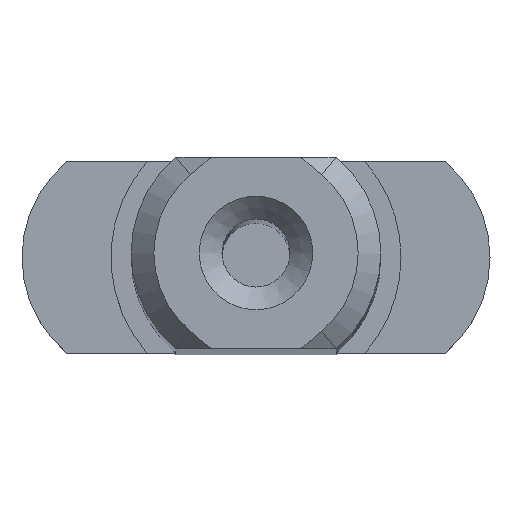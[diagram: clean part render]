
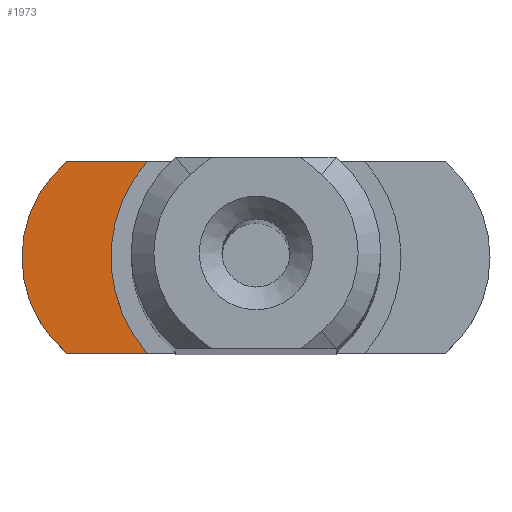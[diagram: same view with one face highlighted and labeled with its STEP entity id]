
A CAD part, top view. The second image highlights one B-rep face of the part: STEP entity #1973.
In plain terms, the highlighted planar face has unit normal (0, 0, 1).
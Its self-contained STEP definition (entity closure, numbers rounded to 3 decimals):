
#100 = PLANE('',#101);
#101 = AXIS2_PLACEMENT_3D('',#102,#103,#104);
#102 = CARTESIAN_POINT('',(-9.,18.202,-1.894));
#103 = DIRECTION('',(0.,-1.,0.));
#104 = DIRECTION('',(-1.,0.,0.));
#318 = PLANE('',#319);
#319 = AXIS2_PLACEMENT_3D('',#320,#321,#322);
#320 = CARTESIAN_POINT('',(-9.,25.798,-1.894));
#321 = DIRECTION('',(0.,1.,0.));
#322 = DIRECTION('',(1.,0.,0.));
#818 = VERTEX_POINT('',#819);
#819 = CARTESIAN_POINT('',(-13.317,18.202,-32.4));
#832 = CYLINDRICAL_SURFACE('',#833,5.75);
#833 = AXIS2_PLACEMENT_3D('',#834,#835,#836);
#834 = CARTESIAN_POINT('',(-9.,22.,-32.));
#835 = DIRECTION('',(0.,0.,1.));
#836 = DIRECTION('',(1.,0.,0.));
#843 = EDGE_CURVE('',#818,#844,#846,.T.);
#844 = VERTEX_POINT('',#845);
#845 = CARTESIAN_POINT('',(-16.5,18.202,-32.4));
#846 = SURFACE_CURVE('',#847,(#851,#857),.PCURVE_S1.);
#847 = LINE('',#848,#849);
#848 = CARTESIAN_POINT('',(-9.,18.202,-32.4));
#849 = VECTOR('',#850,1.);
#850 = DIRECTION('',(-1.,0.,0.));
#851 = PCURVE('',#100,#852);
#852 = DEFINITIONAL_REPRESENTATION('',(#853),#856);
#853 = B_SPLINE_CURVE_WITH_KNOTS('',1,(#854,#855),.UNSPECIFIED.,.F.,.F.,
  (2,2),(-7.5,7.5),.PIECEWISE_BEZIER_KNOTS.);
#854 = CARTESIAN_POINT('',(-7.5,30.506));
#855 = CARTESIAN_POINT('',(7.5,30.506));
#856 = ( GEOMETRIC_REPRESENTATION_CONTEXT(2) 
PARAMETRIC_REPRESENTATION_CONTEXT() REPRESENTATION_CONTEXT('2D SPACE',''
  ) );
#857 = PCURVE('',#858,#863);
#858 = PLANE('',#859);
#859 = AXIS2_PLACEMENT_3D('',#860,#861,#862);
#860 = CARTESIAN_POINT('',(-9.,22.,-32.4));
#861 = DIRECTION('',(0.,0.,1.));
#862 = DIRECTION('',(0.,1.,0.));
#863 = DEFINITIONAL_REPRESENTATION('',(#864),#867);
#864 = B_SPLINE_CURVE_WITH_KNOTS('',1,(#865,#866),.UNSPECIFIED.,.F.,.F.,
  (2,2),(-7.5,7.5),.PIECEWISE_BEZIER_KNOTS.);
#865 = CARTESIAN_POINT('',(-3.798,-7.5));
#866 = CARTESIAN_POINT('',(-3.798,7.5));
#867 = ( GEOMETRIC_REPRESENTATION_CONTEXT(2) 
PARAMETRIC_REPRESENTATION_CONTEXT() REPRESENTATION_CONTEXT('2D SPACE',''
  ) );
#885 = PLANE('',#886);
#886 = AXIS2_PLACEMENT_3D('',#887,#888,#889);
#887 = CARTESIAN_POINT('',(-16.508,18.208,-32.));
#888 = DIRECTION('',(-0.643,-0.766,0.)
  );
#889 = DIRECTION('',(0.766,-0.643,0.)
  );
#1286 = VERTEX_POINT('',#1287);
#1287 = CARTESIAN_POINT('',(-16.5,25.798,-32.4));
#1301 = PLANE('',#1302);
#1302 = AXIS2_PLACEMENT_3D('',#1303,#1304,#1305);
#1303 = CARTESIAN_POINT('',(-16.5,25.798,-32.));
#1304 = DIRECTION('',(-0.643,0.766,0.
    ));
#1305 = DIRECTION('',(-0.766,-0.643,0.
    ));
#1313 = EDGE_CURVE('',#1286,#1314,#1316,.T.);
#1314 = VERTEX_POINT('',#1315);
#1315 = CARTESIAN_POINT('',(-13.317,25.798,-32.4));
#1316 = SURFACE_CURVE('',#1317,(#1321,#1327),.PCURVE_S1.);
#1317 = LINE('',#1318,#1319);
#1318 = CARTESIAN_POINT('',(-9.,25.798,-32.4));
#1319 = VECTOR('',#1320,1.);
#1320 = DIRECTION('',(1.,0.,0.));
#1321 = PCURVE('',#318,#1322);
#1322 = DEFINITIONAL_REPRESENTATION('',(#1323),#1326);
#1323 = B_SPLINE_CURVE_WITH_KNOTS('',1,(#1324,#1325),.UNSPECIFIED.,.F.,
  .F.,(2,2),(-7.5,7.5),.PIECEWISE_BEZIER_KNOTS.);
#1324 = CARTESIAN_POINT('',(-7.5,30.506));
#1325 = CARTESIAN_POINT('',(7.5,30.506));
#1326 = ( GEOMETRIC_REPRESENTATION_CONTEXT(2) 
PARAMETRIC_REPRESENTATION_CONTEXT() REPRESENTATION_CONTEXT('2D SPACE',''
  ) );
#1327 = PCURVE('',#858,#1328);
#1328 = DEFINITIONAL_REPRESENTATION('',(#1329),#1332);
#1329 = B_SPLINE_CURVE_WITH_KNOTS('',1,(#1330,#1331),.UNSPECIFIED.,.F.,
  .F.,(2,2),(-7.5,7.5),.PIECEWISE_BEZIER_KNOTS.);
#1330 = CARTESIAN_POINT('',(3.798,7.5));
#1331 = CARTESIAN_POINT('',(3.798,-7.5));
#1332 = ( GEOMETRIC_REPRESENTATION_CONTEXT(2) 
PARAMETRIC_REPRESENTATION_CONTEXT() REPRESENTATION_CONTEXT('2D SPACE',''
  ) );
#1845 = CYLINDRICAL_SURFACE('',#1846,4.95);
#1846 = AXIS2_PLACEMENT_3D('',#1847,#1848,#1849);
#1847 = CARTESIAN_POINT('',(-13.326,22.,-32.));
#1848 = DIRECTION('',(0.,0.,1.));
#1849 = DIRECTION('',(-1.,0.,0.));
#1930 = EDGE_CURVE('',#844,#1931,#1933,.T.);
#1931 = VERTEX_POINT('',#1932);
#1932 = CARTESIAN_POINT('',(-16.508,18.208,-32.4));
#1933 = SURFACE_CURVE('',#1934,(#1938,#1944),.PCURVE_S1.);
#1934 = LINE('',#1935,#1936);
#1935 = CARTESIAN_POINT('',(-15.238,17.143,-32.4));
#1936 = VECTOR('',#1937,1.);
#1937 = DIRECTION('',(-0.766,0.643,0.
    ));
#1938 = PCURVE('',#885,#1939);
#1939 = DEFINITIONAL_REPRESENTATION('',(#1940),#1943);
#1940 = B_SPLINE_CURVE_WITH_KNOTS('',1,(#1941,#1942),.UNSPECIFIED.,.F.,
  .F.,(2,2),(1.647,1.657),.PIECEWISE_BEZIER_KNOTS.);
#1941 = CARTESIAN_POINT('',(0.01,-0.4));
#1942 = CARTESIAN_POINT('',(0.,-0.4));
#1943 = ( GEOMETRIC_REPRESENTATION_CONTEXT(2) 
PARAMETRIC_REPRESENTATION_CONTEXT() REPRESENTATION_CONTEXT('2D SPACE',''
  ) );
#1944 = PCURVE('',#858,#1945);
#1945 = DEFINITIONAL_REPRESENTATION('',(#1946),#1949);
#1946 = B_SPLINE_CURVE_WITH_KNOTS('',1,(#1947,#1948),.UNSPECIFIED.,.F.,
  .F.,(2,2),(1.647,1.657),.PIECEWISE_BEZIER_KNOTS.);
#1947 = CARTESIAN_POINT('',(-3.798,7.5));
#1948 = CARTESIAN_POINT('',(-3.792,7.508));
#1949 = ( GEOMETRIC_REPRESENTATION_CONTEXT(2) 
PARAMETRIC_REPRESENTATION_CONTEXT() REPRESENTATION_CONTEXT('2D SPACE',''
  ) );
#1973 = ADVANCED_FACE('',(#1974),#858,.T.);
#1974 = FACE_BOUND('',#1975,.T.);
#1975 = EDGE_LOOP('',(#1976,#1998,#1999,#2020,#2042,#2043));
#1976 = ORIENTED_EDGE('',*,*,#1977,.F.);
#1977 = EDGE_CURVE('',#1314,#818,#1978,.T.);
#1978 = SURFACE_CURVE('',#1979,(#1984,#1991),.PCURVE_S1.);
#1979 = CIRCLE('',#1980,5.75);
#1980 = AXIS2_PLACEMENT_3D('',#1981,#1982,#1983);
#1981 = CARTESIAN_POINT('',(-9.,22.,-32.4));
#1982 = DIRECTION('',(0.,0.,1.));
#1983 = DIRECTION('',(1.,0.,0.));
#1984 = PCURVE('',#858,#1985);
#1985 = DEFINITIONAL_REPRESENTATION('',(#1986),#1990);
#1986 = CIRCLE('',#1987,5.75);
#1987 = AXIS2_PLACEMENT_2D('',#1988,#1989);
#1988 = CARTESIAN_POINT('',(0.,0.));
#1989 = DIRECTION('',(0.,-1.));
#1990 = ( GEOMETRIC_REPRESENTATION_CONTEXT(2) 
PARAMETRIC_REPRESENTATION_CONTEXT() REPRESENTATION_CONTEXT('2D SPACE',''
  ) );
#1991 = PCURVE('',#832,#1992);
#1992 = DEFINITIONAL_REPRESENTATION('',(#1993),#1997);
#1993 = LINE('',#1994,#1995);
#1994 = CARTESIAN_POINT('',(0.,-0.4));
#1995 = VECTOR('',#1996,1.);
#1996 = DIRECTION('',(1.,0.));
#1997 = ( GEOMETRIC_REPRESENTATION_CONTEXT(2) 
PARAMETRIC_REPRESENTATION_CONTEXT() REPRESENTATION_CONTEXT('2D SPACE',''
  ) );
#1998 = ORIENTED_EDGE('',*,*,#1313,.F.);
#1999 = ORIENTED_EDGE('',*,*,#2000,.F.);
#2000 = EDGE_CURVE('',#2001,#1286,#2003,.T.);
#2001 = VERTEX_POINT('',#2002);
#2002 = CARTESIAN_POINT('',(-16.508,25.792,-32.4));
#2003 = SURFACE_CURVE('',#2004,(#2008,#2014),.PCURVE_S1.);
#2004 = LINE('',#2005,#2006);
#2005 = CARTESIAN_POINT('',(-15.235,26.86,-32.4));
#2006 = VECTOR('',#2007,1.);
#2007 = DIRECTION('',(0.766,0.643,0.)
  );
#2008 = PCURVE('',#858,#2009);
#2009 = DEFINITIONAL_REPRESENTATION('',(#2010),#2013);
#2010 = B_SPLINE_CURVE_WITH_KNOTS('',1,(#2011,#2012),.UNSPECIFIED.,.F.,
  .F.,(2,2),(-1.662,-1.652),.PIECEWISE_BEZIER_KNOTS.);
#2011 = CARTESIAN_POINT('',(3.792,7.508));
#2012 = CARTESIAN_POINT('',(3.798,7.5));
#2013 = ( GEOMETRIC_REPRESENTATION_CONTEXT(2) 
PARAMETRIC_REPRESENTATION_CONTEXT() REPRESENTATION_CONTEXT('2D SPACE',''
  ) );
#2014 = PCURVE('',#1301,#2015);
#2015 = DEFINITIONAL_REPRESENTATION('',(#2016),#2019);
#2016 = B_SPLINE_CURVE_WITH_KNOTS('',1,(#2017,#2018),.UNSPECIFIED.,.F.,
  .F.,(2,2),(-1.662,-1.652),.PIECEWISE_BEZIER_KNOTS.);
#2017 = CARTESIAN_POINT('',(0.01,-0.4));
#2018 = CARTESIAN_POINT('',(0.,-0.4));
#2019 = ( GEOMETRIC_REPRESENTATION_CONTEXT(2) 
PARAMETRIC_REPRESENTATION_CONTEXT() REPRESENTATION_CONTEXT('2D SPACE',''
  ) );
#2020 = ORIENTED_EDGE('',*,*,#2021,.T.);
#2021 = EDGE_CURVE('',#2001,#1931,#2022,.T.);
#2022 = SURFACE_CURVE('',#2023,(#2028,#2035),.PCURVE_S1.);
#2023 = CIRCLE('',#2024,4.95);
#2024 = AXIS2_PLACEMENT_3D('',#2025,#2026,#2027);
#2025 = CARTESIAN_POINT('',(-13.326,22.,-32.4));
#2026 = DIRECTION('',(0.,0.,1.));
#2027 = DIRECTION('',(-1.,0.,0.));
#2028 = PCURVE('',#858,#2029);
#2029 = DEFINITIONAL_REPRESENTATION('',(#2030),#2034);
#2030 = CIRCLE('',#2031,4.95);
#2031 = AXIS2_PLACEMENT_2D('',#2032,#2033);
#2032 = CARTESIAN_POINT('',(0.,4.326));
#2033 = DIRECTION('',(0.,1.));
#2034 = ( GEOMETRIC_REPRESENTATION_CONTEXT(2) 
PARAMETRIC_REPRESENTATION_CONTEXT() REPRESENTATION_CONTEXT('2D SPACE',''
  ) );
#2035 = PCURVE('',#1845,#2036);
#2036 = DEFINITIONAL_REPRESENTATION('',(#2037),#2041);
#2037 = LINE('',#2038,#2039);
#2038 = CARTESIAN_POINT('',(-12.566,-0.4));
#2039 = VECTOR('',#2040,1.);
#2040 = DIRECTION('',(1.,-0.));
#2041 = ( GEOMETRIC_REPRESENTATION_CONTEXT(2) 
PARAMETRIC_REPRESENTATION_CONTEXT() REPRESENTATION_CONTEXT('2D SPACE',''
  ) );
#2042 = ORIENTED_EDGE('',*,*,#1930,.F.);
#2043 = ORIENTED_EDGE('',*,*,#843,.F.);
